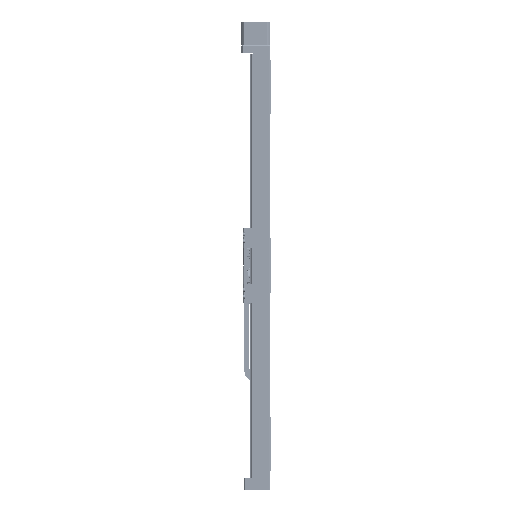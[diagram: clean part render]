
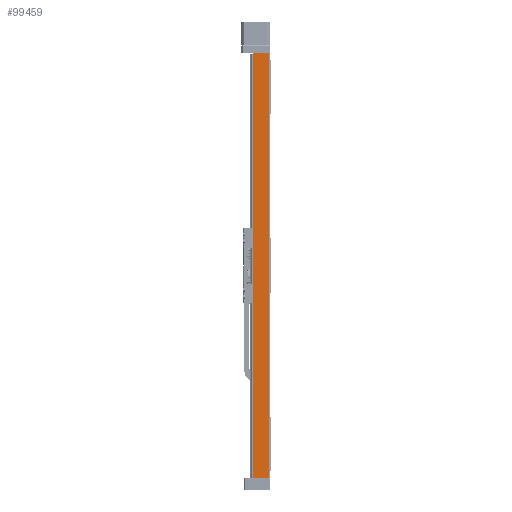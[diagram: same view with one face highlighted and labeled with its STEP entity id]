
A CAD part, left-side view. The second image highlights one B-rep face of the part: STEP entity #99459.
In plain terms, the highlighted planar face has unit normal (-1, 0, 0).
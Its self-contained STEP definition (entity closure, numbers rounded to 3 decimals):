
#4156 = EDGE_CURVE ( 'NONE', #62794, #70559, #135705, .T. ) ;
#7115 = DIRECTION ( 'NONE',  ( 1., 0., 0. ) ) ;
#14791 = VECTOR ( 'NONE', #99968, 1000. ) ;
#18957 = ORIENTED_EDGE ( 'NONE', *, *, #56142, .T. ) ;
#22288 = LINE ( 'NONE', #29491, #14791 ) ;
#23296 = ORIENTED_EDGE ( 'NONE', *, *, #26274, .T. ) ;
#26274 = EDGE_CURVE ( 'NONE', #102208, #81228, #22288, .T. ) ;
#27695 = VECTOR ( 'NONE', #91172, 1000. ) ;
#29491 = CARTESIAN_POINT ( 'NONE',  ( 0., 0., 0. ) ) ;
#36471 = VECTOR ( 'NONE', #80648, 1000. ) ;
#36560 = ORIENTED_EDGE ( 'NONE', *, *, #4156, .F. ) ;
#39906 = ORIENTED_EDGE ( 'NONE', *, *, #148112, .T. ) ;
#55038 = DIRECTION ( 'NONE',  ( 0., 0., -1. ) ) ;
#55463 = AXIS2_PLACEMENT_3D ( 'NONE', #91410, #7115, #55038 ) ;
#56142 = EDGE_CURVE ( 'NONE', #62794, #102208, #94284, .T. ) ;
#60872 = CARTESIAN_POINT ( 'NONE',  ( 0., -22., 620. ) ) ;
#62794 = VERTEX_POINT ( 'NONE', #66692 ) ;
#66627 = PLANE ( 'NONE',  #55463 ) ;
#66692 = CARTESIAN_POINT ( 'NONE',  ( 0., 0.5, 620. ) ) ;
#70559 = VERTEX_POINT ( 'NONE', #60872 ) ;
#70982 = CARTESIAN_POINT ( 'NONE',  ( 0., 0.5, 620. ) ) ;
#76004 = CARTESIAN_POINT ( 'NONE',  ( 0., -22., 0. ) ) ;
#80554 = VECTOR ( 'NONE', #85606, 1000. ) ;
#80648 = DIRECTION ( 'NONE',  ( 0., 0., 1. ) ) ;
#81228 = VERTEX_POINT ( 'NONE', #76004 ) ;
#85606 = DIRECTION ( 'NONE',  ( 0., -1., 0. ) ) ;
#91172 = DIRECTION ( 'NONE',  ( 0., 0., -1. ) ) ;
#91410 = CARTESIAN_POINT ( 'NONE',  ( 0., 0., 620. ) ) ;
#94284 = LINE ( 'NONE', #70982, #27695 ) ;
#99459 = ADVANCED_FACE ( 'NONE', ( #136975 ), #66627, .F. ) ;
#99968 = DIRECTION ( 'NONE',  ( 0., -1., 0. ) ) ;
#102208 = VERTEX_POINT ( 'NONE', #121425 ) ;
#119799 = EDGE_LOOP ( 'NONE', ( #23296, #39906, #36560, #18957 ) ) ;
#121425 = CARTESIAN_POINT ( 'NONE',  ( 0., 0.5, 0. ) ) ;
#127006 = CARTESIAN_POINT ( 'NONE',  ( 0., -22., 620. ) ) ;
#135705 = LINE ( 'NONE', #146550, #80554 ) ;
#136975 = FACE_OUTER_BOUND ( 'NONE', #119799, .T. ) ;
#137090 = LINE ( 'NONE', #127006, #36471 ) ;
#146550 = CARTESIAN_POINT ( 'NONE',  ( 0., 0., 620. ) ) ;
#148112 = EDGE_CURVE ( 'NONE', #81228, #70559, #137090, .T. ) ;
